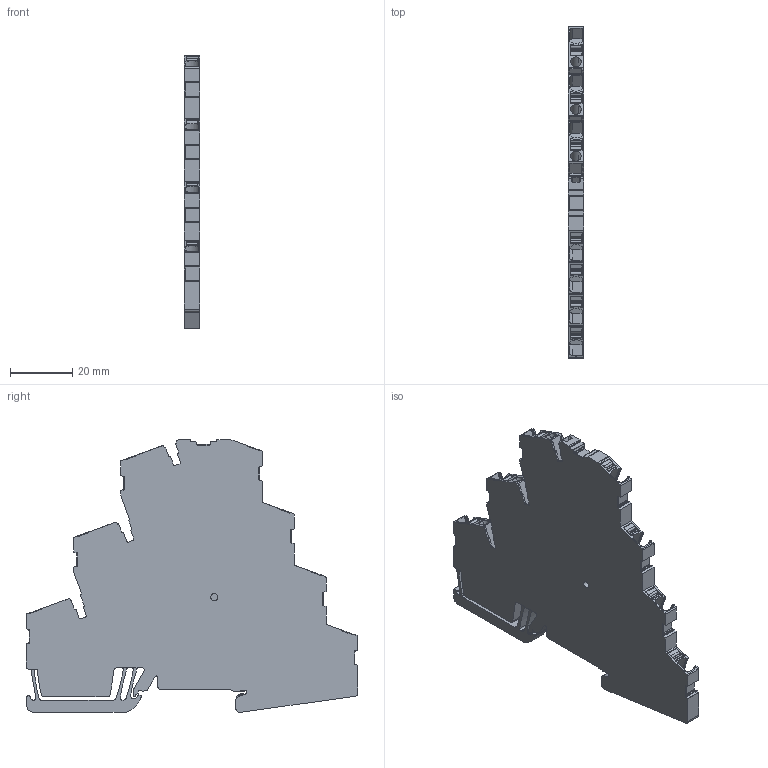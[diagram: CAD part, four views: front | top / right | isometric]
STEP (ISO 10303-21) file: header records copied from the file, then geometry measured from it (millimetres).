
FILE_DESCRIPTION(('CATIA V5 STEP Exchange','CAx-IF Rec.Pracs.--- Model Styling and Organization---1.5--- 2016-08-15','CAx-IF Rec.Pracs.---Supplemental Geometry---1.0---2011-11-01','CAx-IF Rec.Pracs.--- Composite Materials ---1.1---2010-07-15'),'2;1');
FILE_NAME ('D1462074_0', '2025-07-17T06:09:35+00:00', ('none'), ('Weidmueller'), 'CATIA Version 5-6 Release 2024 SP4', 'CATIA V5 STEP AP214 v3', 'none');
FILE_SCHEMA(('AUTOMOTIVE_DESIGN { 1 0 10303 214 1 1 1 1 }'));
Length unit declared in the file: millimetre
Products named in the file (1): 2434340000
Bounding box: 5.1 x 106.85 x 87.81 mm (x, y, z)
Volume: 28362.5 mm3; surface area: 18960.5 mm2
Topology: 1 solids, 1 shells, 1267 faces, 3674 edges, 2419 vertices
Faces by surface type: plane 692, cylinder 565, extrusion 10
Entity records: 40567 total; most frequent: CARTESIAN_POINT 8783, ORIENTED_EDGE 7348, DIRECTION 5228, EDGE_CURVE 3674, VECTOR 2459, LINE 2449, VERTEX_POINT 2419, AXIS2_PLACEMENT_3D 1863
